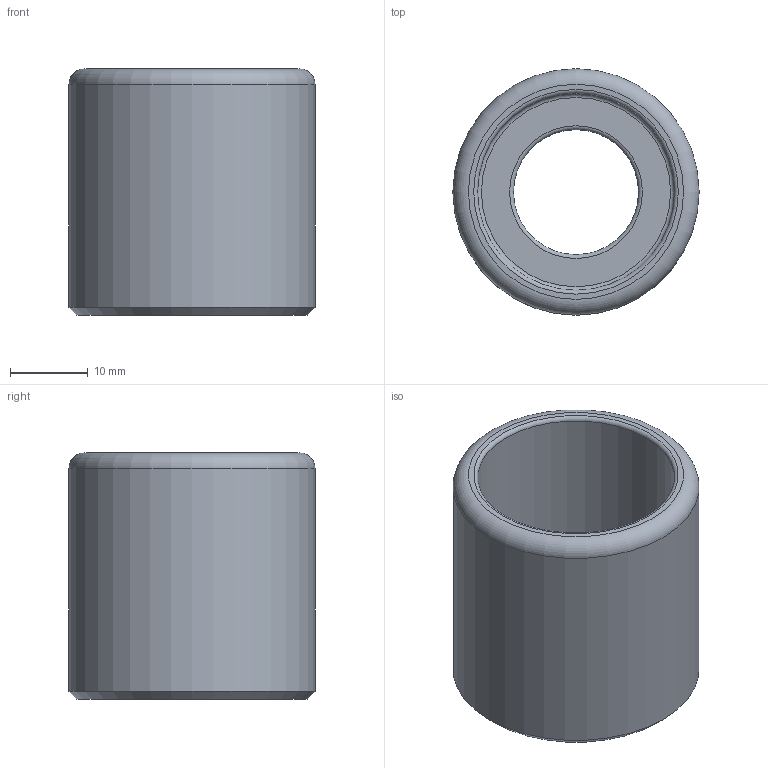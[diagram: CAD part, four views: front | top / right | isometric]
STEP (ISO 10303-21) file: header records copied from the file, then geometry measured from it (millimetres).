
FILE_DESCRIPTION(/* description */ (''),/* implementation_level */ '2;1');
FILE_NAME(/* name */ 'Parametric TPU Foot v2.step',/* time_stamp */ '2025-04-26T00:38:41-07:00',/* author */ (''),/* organization */ (''),/* preprocessor_version */ 'ST-DEVELOPER v20.1',/* originating_system */ 'Autodesk Translation Framework v14.4.0.0',/* authorisation */ '');
FILE_SCHEMA (('AUTOMOTIVE_DESIGN { 1 0 10303 214 3 1 1 }'));
Length unit declared in the file: millimetre
Products named in the file (1): Parametric TPU Foot
Bounding box: 31.75 x 31.75 x 31.75 mm (x, y, z)
Volume: 10809.1 mm3; surface area: 6470 mm2
Topology: 1 solids, 1 shells, 12 faces, 23 edges, 14 vertices
Faces by surface type: torus 4, plane 3, cylinder 3, cone 2
Full cylindrical faces by diameter (mm): 16.125 x1, 25.4 x1, 31.75 x1
Entity records: 350 total; most frequent: DIRECTION 67, CARTESIAN_POINT 50, ORIENTED_EDGE 46, AXIS2_PLACEMENT_3D 31, EDGE_CURVE 23, CIRCLE 18, EDGE_LOOP 15, VERTEX_POINT 14
